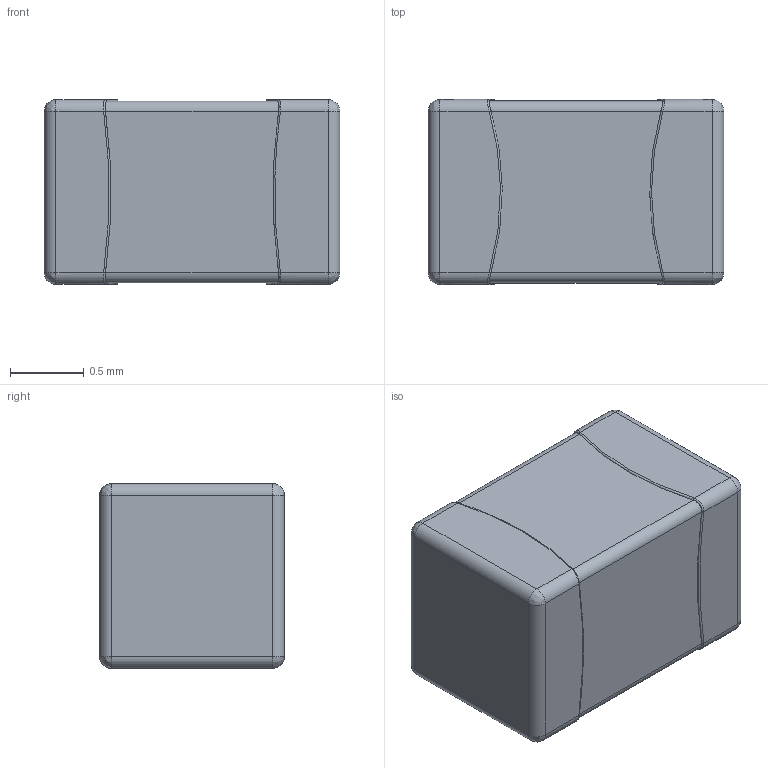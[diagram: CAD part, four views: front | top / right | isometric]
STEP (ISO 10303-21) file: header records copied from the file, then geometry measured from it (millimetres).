
FILE_DESCRIPTION (( 'STEP AP214' ), '1' );
FILE_NAME ('User Library-Ceramic_Capacitor_0805_h50mil.STEP', '2021-08-05T02:17:57', ( '' ), ( '' ), 'SwSTEP 2.0', 'SolidWorks 2021', '' );
FILE_SCHEMA (( 'AUTOMOTIVE_DESIGN' ));
Length unit declared in the file: millimetre
Products named in the file (4): User Library-Ceramic_Capacitor_0805_h50mil; Pin2; CeramicBody; Pin1
Assembly tree (3 placements, depth 2):
  User Library-Ceramic_Capacitor_0805_h50mil
    Pin1
    Pin2
    CeramicBody
Bounding box: 2 x 1.25 x 1.25 mm (x, y, z)
Volume: 3 mm3; surface area: 25.3 mm2
Topology: 3 solids, 3 shells, 82 faces, 196 edges, 112 vertices
Faces by surface type: cylinder 28, bspline 28, plane 26
Entity records: 4439 total; most frequent: CARTESIAN_POINT 1731, ORIENTED_EDGE 376, DIRECTION 304, EDGE_CURVE 188, AXIS2_PLACEMENT_3D 116, VERTEX_POINT 112, UNCERTAINTY_MEASURE_WITH_UNIT 92, SURFACE_SIDE_STYLE 88
